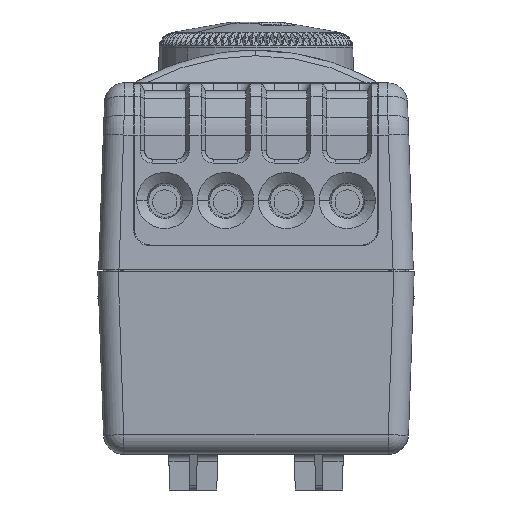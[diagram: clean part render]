
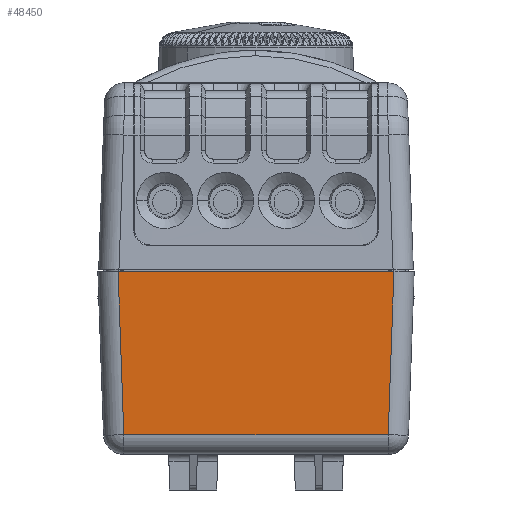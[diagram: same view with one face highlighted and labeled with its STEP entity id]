
A CAD part, front view. The second image highlights one B-rep face of the part: STEP entity #48450.
In plain terms, the highlighted face is planar.
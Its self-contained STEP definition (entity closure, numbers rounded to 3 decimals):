
#35169=CARTESIAN_POINT('',(-17.001,-28.,
-11.25));
#37752=DIRECTION('',(0.035,-0.035,-0.999));
#37753=VECTOR('',#37752,20.112);
#37754=CARTESIAN_POINT('',(16.3,-27.299,
8.837));
#37755=LINE('',#37754,#37753);
#37756=DIRECTION('',(-1.,0.,0.));
#37757=VECTOR('',#37756,34.003);
#37758=CARTESIAN_POINT('',(17.002,-28.,
-11.25));
#37759=LINE('',#37758,#37757);
#37760=DIRECTION('',(0.035,0.035,0.999));
#37761=VECTOR('',#37760,20.112);
#37762=CARTESIAN_POINT('',(-17.001,-28.,
-11.25));
#37763=LINE('',#37762,#37761);
#37768=DIRECTION('',(-1.,0.,0.));
#37769=VECTOR('',#37768,32.6);
#37770=CARTESIAN_POINT('',(16.3,-27.299,
8.837));
#37771=LINE('',#37770,#37769);
#44103=VERTEX_POINT('',#35169);
#44104=CARTESIAN_POINT('',(17.002,-28.,
-11.25));
#44105=VERTEX_POINT('',#44104);
#44136=CARTESIAN_POINT('',(-16.3,-27.299,
8.837));
#44138=VERTEX_POINT('',#44136);
#45647=CARTESIAN_POINT('',(16.3,-27.299,
8.837));
#45648=VERTEX_POINT('',#45647);
#48438=CARTESIAN_POINT('',(-21.4,-28.,-11.25));
#48439=DIRECTION('',(0.,-0.999,0.035));
#48440=DIRECTION('',(-1.,0.,0.));
#48441=AXIS2_PLACEMENT_3D('',#48438,#48439,#48440);
#48442=PLANE('',#48441);
#48444=ORIENTED_EDGE('',*,*,#48443,.F.);
#48445=ORIENTED_EDGE('',*,*,#48433,.T.);
#48446=ORIENTED_EDGE('',*,*,#46038,.T.);
#48447=ORIENTED_EDGE('',*,*,#46090,.T.);
#48448=EDGE_LOOP('',(#48444,#48445,#48446,#48447));
#48449=FACE_OUTER_BOUND('',#48448,.F.);
#48450=ADVANCED_FACE('',(#48449),#48442,.T.);
#46038=EDGE_CURVE('',#44105,#44103,#37759,.T.);
#46090=EDGE_CURVE('',#44103,#44138,#37763,.T.);
#48433=EDGE_CURVE('',#45648,#44105,#37755,.T.);
#48443=EDGE_CURVE('',#45648,#44138,#37771,.T.);
